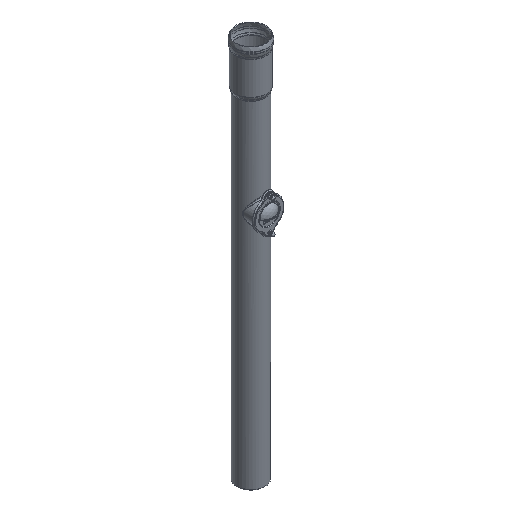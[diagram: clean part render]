
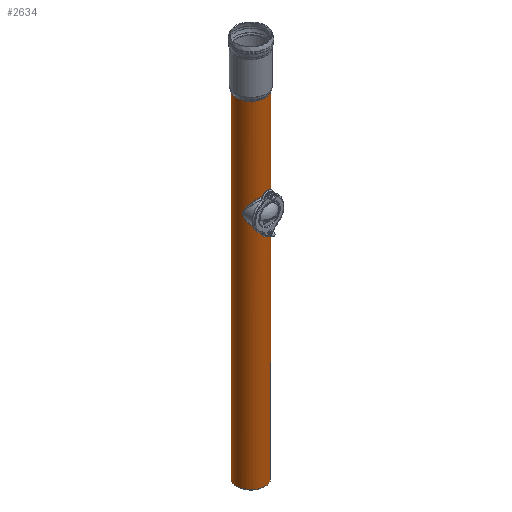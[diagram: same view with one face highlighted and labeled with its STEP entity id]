
A CAD part, isometric view. The second image highlights one B-rep face of the part: STEP entity #2634.
In plain terms, the highlighted cylindrical face has radius 365 mm (diameter 730 mm), a full revolution.
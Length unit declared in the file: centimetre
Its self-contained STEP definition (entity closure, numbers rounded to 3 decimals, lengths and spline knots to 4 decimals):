
#35=FACE_BOUND('',#764,.T.);
#58=B_SPLINE_CURVE_WITH_KNOTS('',3,(#5257,#5258,#5259,#5260,#5261,#5262,
#5263,#5264,#5265,#5266,#5267,#5268,#5269,#5270,#5271,#5272,#5273,#5274,
#5275,#5276,#5277,#5278,#5279,#5280,#5281,#5282,#5283,#5284,#5285,#5286,
#5287,#5288,#5289,#5290,#5291,#5292,#5293,#5294,#5295,#5296,#5297,#5298,
#5299,#5300,#5301,#5302,#5303,#5304,#5305,#5306,#5307,#5308,#5309,#5310),
 .UNSPECIFIED.,.T.,.F.,(4,1,1,1,1,1,1,1,1,1,1,1,1,1,1,1,1,1,1,1,1,1,1,1,
1,1,1,1,1,1,1,1,1,1,1,1,1,1,1,1,1,1,1,1,1,1,1,1,1,1,1,4),(0.,2.0958,
4.1916,8.3832,12.5749,16.7665,20.9581,
25.1497,33.533,39.1218,44.7106,50.2995,
55.8883,61.4771,67.066,72.6548,78.2436,
83.8325,89.4213,95.0101,100.5989,106.1878,
108.9822,111.7766,113.6395,115.5025,117.3654,
119.2284,122.9543,125.7487,128.5431,134.1319,
139.7208,145.3096,150.8984,156.4872,162.0761,
167.6649,173.2537,178.8426,182.5684,190.0202,
193.7461,201.1979,209.5811,213.7728,217.9644,
222.156,226.3476,230.5392,232.6351,234.7309),
 .UNSPECIFIED.);
#189=CYLINDRICAL_SURFACE('',#2907,36.5);
#268=LINE('',#5373,#386);
#386=VECTOR('',#3502,36.5);
#589=FACE_OUTER_BOUND('',#763,.T.);
#763=EDGE_LOOP('',(#2037,#2038,#2039,#2040,#2041));
#764=EDGE_LOOP('',(#2042));
#945=CIRCLE('',#2864,36.5);
#946=CIRCLE('',#2865,36.5);
#978=CIRCLE('',#2908,36.5);
#1139=VERTEX_POINT('',#4188);
#1140=VERTEX_POINT('',#4190);
#1166=VERTEX_POINT('',#5255);
#1168=VERTEX_POINT('',#5371);
#1440=EDGE_CURVE('',#1140,#1139,#945,.T.);
#1441=EDGE_CURVE('',#1139,#1140,#946,.T.);
#1482=EDGE_CURVE('',#1166,#1166,#58,.T.);
#1485=EDGE_CURVE('',#1168,#1168,#978,.T.);
#1486=EDGE_CURVE('',#1168,#1140,#268,.T.);
#2037=ORIENTED_EDGE('',*,*,#1485,.T.);
#2038=ORIENTED_EDGE('',*,*,#1486,.T.);
#2039=ORIENTED_EDGE('',*,*,#1440,.T.);
#2040=ORIENTED_EDGE('',*,*,#1441,.T.);
#2041=ORIENTED_EDGE('',*,*,#1486,.F.);
#2042=ORIENTED_EDGE('',*,*,#1482,.F.);
#2634=ADVANCED_FACE('',(#589,#35),#189,.T.);
#2864=AXIS2_PLACEMENT_3D('',#4191,#3405,#3406);
#2865=AXIS2_PLACEMENT_3D('',#4192,#3407,#3408);
#2907=AXIS2_PLACEMENT_3D('',#5370,#3498,#3499);
#2908=AXIS2_PLACEMENT_3D('',#5372,#3500,#3501);
#3405=DIRECTION('center_axis',(0.,0.,
-1.));
#3406=DIRECTION('ref_axis',(1.,0.,0.));
#3407=DIRECTION('center_axis',(0.,0.,
-1.));
#3408=DIRECTION('ref_axis',(1.,0.,0.));
#3498=DIRECTION('center_axis',(0.,0.,
-1.));
#3499=DIRECTION('ref_axis',(-1.,0.,0.));
#3500=DIRECTION('center_axis',(0.,0.,
1.));
#3501=DIRECTION('ref_axis',(-1.,0.,0.));
#3502=DIRECTION('',(0.,0.,1.));
#4188=CARTESIAN_POINT('',(449.1008,447.9855,-85.6295));
#4190=CARTESIAN_POINT('',(485.6008,484.4855,-85.6295));
#4191=CARTESIAN_POINT('Origin',(449.1008,484.4855,-85.6295));
#4192=CARTESIAN_POINT('Origin',(449.1008,484.4855,-85.6295));
#5255=CARTESIAN_POINT('',(483.3831,471.9566,-340.3229));
#5257=CARTESIAN_POINT('Ctrl Pts',(483.3831,471.9566,-340.3229));
#5258=CARTESIAN_POINT('Ctrl Pts',(483.3831,471.9566,-339.5508));
#5259=CARTESIAN_POINT('Ctrl Pts',(483.3383,471.8333,-338.0076));
#5260=CARTESIAN_POINT('Ctrl Pts',(483.0782,471.1384,-335.0122));
#5261=CARTESIAN_POINT('Ctrl Pts',(482.4791,469.6596,-331.5379));
#5262=CARTESIAN_POINT('Ctrl Pts',(481.416,467.4478,-327.735));
#5263=CARTESIAN_POINT('Ctrl Pts',(480.0394,465.0478,-324.1913));
#5264=CARTESIAN_POINT('Ctrl Pts',(478.3577,462.59,-320.8613));
#5265=CARTESIAN_POINT('Ctrl Pts',(475.7009,459.3319,-316.6784));
#5266=CARTESIAN_POINT('Ctrl Pts',(472.1285,455.9564,-312.5663));
#5267=CARTESIAN_POINT('Ctrl Pts',(467.4073,452.7755,-308.7912));
#5268=CARTESIAN_POINT('Ctrl Pts',(462.7599,450.4989,-306.13));
#5269=CARTESIAN_POINT('Ctrl Pts',(457.5673,448.8357,-304.2027));
#5270=CARTESIAN_POINT('Ctrl Pts',(451.9724,447.9486,-303.1804));
#5271=CARTESIAN_POINT('Ctrl Pts',(446.2266,447.9489,-303.1806));
#5272=CARTESIAN_POINT('Ctrl Pts',(440.6317,448.8362,-304.2035));
#5273=CARTESIAN_POINT('Ctrl Pts',(435.4394,450.5,-306.131));
#5274=CARTESIAN_POINT('Ctrl Pts',(430.793,452.7761,-308.7924));
#5275=CARTESIAN_POINT('Ctrl Pts',(426.7449,455.5043,-312.0288));
#5276=CARTESIAN_POINT('Ctrl Pts',(423.2997,458.54,-315.7128));
#5277=CARTESIAN_POINT('Ctrl Pts',(420.4304,461.7689,-319.7731));
#5278=CARTESIAN_POINT('Ctrl Pts',(418.1224,465.0551,-324.1668));
#5279=CARTESIAN_POINT('Ctrl Pts',(416.6506,467.7113,-328.1344));
#5280=CARTESIAN_POINT('Ctrl Pts',(415.7542,469.6206,-331.5701));
#5281=CARTESIAN_POINT('Ctrl Pts',(415.2952,470.7111,-334.0036));
#5282=CARTESIAN_POINT('Ctrl Pts',(415.0088,471.4438,-336.2544));
#5283=CARTESIAN_POINT('Ctrl Pts',(414.8542,471.8584,-338.262));
#5284=CARTESIAN_POINT('Ctrl Pts',(414.8008,472.0054,-340.3195));
#5285=CARTESIAN_POINT('Ctrl Pts',(414.8716,471.8108,-343.069));
#5286=CARTESIAN_POINT('Ctrl Pts',(415.1798,470.9857,-346.0321));
#5287=CARTESIAN_POINT('Ctrl Pts',(415.7535,469.6221,-349.0714));
#5288=CARTESIAN_POINT('Ctrl Pts',(416.6491,467.7143,-352.5074));
#5289=CARTESIAN_POINT('Ctrl Pts',(418.1215,465.0561,-356.4773));
#5290=CARTESIAN_POINT('Ctrl Pts',(420.432,461.7669,-360.8755));
#5291=CARTESIAN_POINT('Ctrl Pts',(423.2999,458.5399,-364.9329));
#5292=CARTESIAN_POINT('Ctrl Pts',(426.7459,455.5035,-368.618));
#5293=CARTESIAN_POINT('Ctrl Pts',(430.7937,452.7757,-371.8538));
#5294=CARTESIAN_POINT('Ctrl Pts',(435.4406,450.4994,-374.5154));
#5295=CARTESIAN_POINT('Ctrl Pts',(440.6325,448.8361,-376.4424));
#5296=CARTESIAN_POINT('Ctrl Pts',(446.2286,447.9485,-377.4656));
#5297=CARTESIAN_POINT('Ctrl Pts',(451.3337,447.9493,-377.4648));
#5298=CARTESIAN_POINT('Ctrl Pts',(456.9583,448.6869,-376.6142));
#5299=CARTESIAN_POINT('Ctrl Pts',(461.6581,450.0719,-375.0127));
#5300=CARTESIAN_POINT('Ctrl Pts',(466.9228,452.4899,-372.1892));
#5301=CARTESIAN_POINT('Ctrl Pts',(471.7646,455.6111,-368.5002));
#5302=CARTESIAN_POINT('Ctrl Pts',(475.7013,459.3331,-363.9658));
#5303=CARTESIAN_POINT('Ctrl Pts',(478.3575,462.5894,-359.7852));
#5304=CARTESIAN_POINT('Ctrl Pts',(480.0388,465.0471,-356.4554));
#5305=CARTESIAN_POINT('Ctrl Pts',(481.4159,467.4473,-352.9116));
#5306=CARTESIAN_POINT('Ctrl Pts',(482.4789,469.6594,-349.1083));
#5307=CARTESIAN_POINT('Ctrl Pts',(483.0782,471.1384,-345.6338));
#5308=CARTESIAN_POINT('Ctrl Pts',(483.3383,471.8333,-342.6379));
#5309=CARTESIAN_POINT('Ctrl Pts',(483.3831,471.9566,-341.095));
#5310=CARTESIAN_POINT('Ctrl Pts',(483.3831,471.9566,-340.3229));
#5370=CARTESIAN_POINT('Origin',(449.1008,484.4855,-99.2732));
#5371=CARTESIAN_POINT('',(485.6008,484.4855,-960.3229));
#5372=CARTESIAN_POINT('Origin',(449.1008,484.4855,-960.3229));
#5373=CARTESIAN_POINT('',(485.6008,484.4855,-99.2732));
